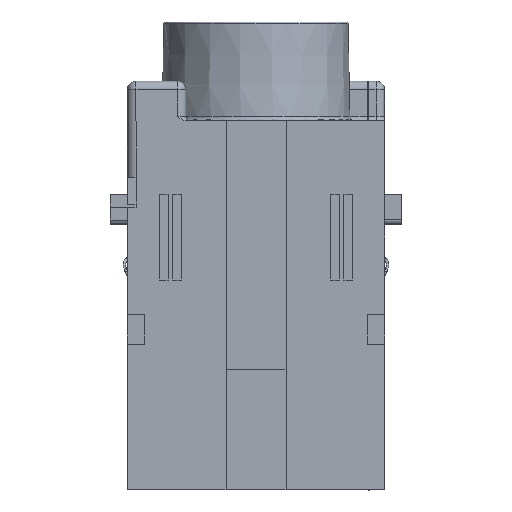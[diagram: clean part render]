
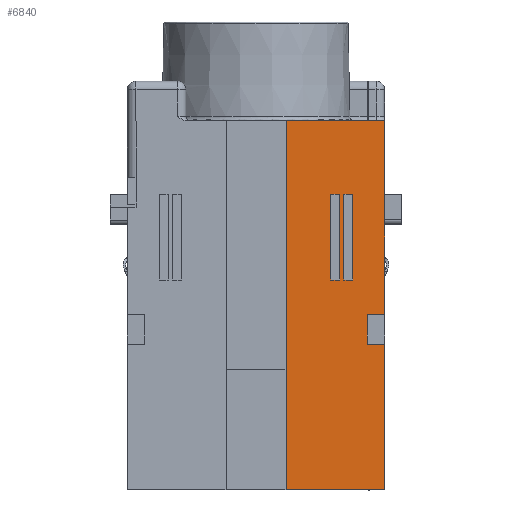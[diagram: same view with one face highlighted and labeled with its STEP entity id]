
A CAD part, left-side view. The second image highlights one B-rep face of the part: STEP entity #6840.
In plain terms, the highlighted face is planar.
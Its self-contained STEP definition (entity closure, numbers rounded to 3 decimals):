
#100=CARTESIAN_POINT('',(56.048,64.257,
-32.));
#110=VERTEX_POINT('',#100);
#280=CARTESIAN_POINT('',(56.048,64.257,-30.));
#290=VERTEX_POINT('',#280);
#320=CARTESIAN_POINT('',(56.048,64.257,-4.559));
#330=DIRECTION('',(0.,0.,1.));
#340=VECTOR('',#330,1.);
#350=LINE('',#320,#340);
#360=EDGE_CURVE('',#110,#290,#350,.T.);
#5540=CARTESIAN_POINT('',(56.048,79.757,
-2.));
#5550=DIRECTION('',(1.,0.,0.));
#5560=DIRECTION('',(0.,-1.,0.));
#5570=AXIS2_PLACEMENT_3D('',#5540,#5550,#5560);
#5580=PLANE('',#5570);
#5590=CARTESIAN_POINT('',(56.048,86.857,-4.559))
;
#5600=DIRECTION('',(0.,0.,1.));
#5610=VECTOR('',#5600,1.);
#5620=LINE('',#5590,#5610);
#5630=CARTESIAN_POINT('',(56.048,86.857,-32.))
;
#5640=VERTEX_POINT('',#5630);
#5650=CARTESIAN_POINT('',(56.048,86.857,-20.5))
;
#5660=VERTEX_POINT('',#5650);
#5670=EDGE_CURVE('',#5640,#5660,#5620,.T.);
#5680=ORIENTED_EDGE('',*,*,#5670,.T.);
#5690=CARTESIAN_POINT('',(56.048,58.057,-32.))
;
#5700=DIRECTION('',(0.,1.,0.));
#5710=VECTOR('',#5700,1.);
#5720=LINE('',#5690,#5710);
#5730=EDGE_CURVE('',#110,#5640,#5720,.T.);
#5740=ORIENTED_EDGE('',*,*,#5730,.T.);
#5750=ORIENTED_EDGE('',*,*,#360,.F.);
#5760=CARTESIAN_POINT('',(56.048,58.057,-30.));
#5770=DIRECTION('',(0.,-1.,0.));
#5780=VECTOR('',#5770,1.);
#5790=LINE('',#5760,#5780);
#5800=CARTESIAN_POINT('',(56.048,60.757,-30.));
#5810=VERTEX_POINT('',#5800);
#5820=EDGE_CURVE('',#290,#5810,#5790,.T.);
#5830=ORIENTED_EDGE('',*,*,#5820,.F.);
#5840=CARTESIAN_POINT('',(56.048,60.757,-0.438));
#5850=DIRECTION('',(0.,0.,1.));
#5860=VECTOR('',#5850,1.);
#5870=LINE('',#5840,#5860);
#5880=CARTESIAN_POINT('',(56.048,60.757,-32.))
;
#5890=VERTEX_POINT('',#5880);
#5900=EDGE_CURVE('',#5890,#5810,#5870,.T.);
#5910=ORIENTED_EDGE('',*,*,#5900,.T.);
#5920=CARTESIAN_POINT('',(56.048,58.057,-32.))
;
#5930=DIRECTION('',(0.,1.,0.));
#5940=VECTOR('',#5930,1.);
#5950=LINE('',#5920,#5940);
#5960=CARTESIAN_POINT('',(56.048,43.757,
-32.));
#5970=VERTEX_POINT('',#5960);
#5980=EDGE_CURVE('',#5970,#5890,#5950,.T.);
#5990=ORIENTED_EDGE('',*,*,#5980,.T.);
#6000=CARTESIAN_POINT('',(56.048,43.757,
-4.559));
#6010=DIRECTION('',(0.,0.,-1.));
#6020=VECTOR('',#6010,1.);
#6030=LINE('',#6000,#6020);
#6040=CARTESIAN_POINT('',(56.048,43.757,
-20.5));
#6050=VERTEX_POINT('',#6040);
#6060=EDGE_CURVE('',#6050,#5970,#6030,.T.);
#6070=ORIENTED_EDGE('',*,*,#6060,.T.);
#6080=CARTESIAN_POINT('',(56.048,58.057,-20.5))
;
#6090=DIRECTION('',(0.,-1.,0.));
#6100=VECTOR('',#6090,1.);
#6110=LINE('',#6080,#6100);
#6120=EDGE_CURVE('',#5660,#6050,#6110,.T.);
#6130=ORIENTED_EDGE('',*,*,#6120,.T.);
#6140=EDGE_LOOP('',(#6130,#6070,#5990,#5910,#5830,#5750,#5740,#5680));
#6150=FACE_OUTER_BOUND('',#6140,.T.);
#6160=CARTESIAN_POINT('',(56.048,58.057,-25.7))
;
#6170=DIRECTION('',(0.,1.,0.));
#6180=VECTOR('',#6170,1.);
#6190=LINE('',#6160,#6180);
#6200=CARTESIAN_POINT('',(56.048,68.257,
-25.7));
#6210=VERTEX_POINT('',#6200);
#6220=CARTESIAN_POINT('',(56.048,78.257,
-25.7));
#6230=VERTEX_POINT('',#6220);
#6240=EDGE_CURVE('',#6210,#6230,#6190,.T.);
#6250=ORIENTED_EDGE('',*,*,#6240,.T.);
#6260=CARTESIAN_POINT('',(56.048,68.257,
-4.559));
#6270=DIRECTION('',(0.,0.,1.));
#6280=VECTOR('',#6270,1.);
#6290=LINE('',#6260,#6280);
#6300=CARTESIAN_POINT('',(56.048,68.257,
-26.75));
#6310=VERTEX_POINT('',#6300);
#6320=EDGE_CURVE('',#6310,#6210,#6290,.T.);
#6330=ORIENTED_EDGE('',*,*,#6320,.T.);
#6340=CARTESIAN_POINT('',(56.048,58.057,-26.75))
;
#6350=DIRECTION('',(0.,-1.,0.));
#6360=VECTOR('',#6350,1.);
#6370=LINE('',#6340,#6360);
#6380=CARTESIAN_POINT('',(56.048,78.257,
-26.75));
#6390=VERTEX_POINT('',#6380);
#6400=EDGE_CURVE('',#6390,#6310,#6370,.T.);
#6410=ORIENTED_EDGE('',*,*,#6400,.T.);
#6420=CARTESIAN_POINT('',(56.048,78.257,
-4.559));
#6430=DIRECTION('',(0.,0.,1.));
#6440=VECTOR('',#6430,1.);
#6450=LINE('',#6420,#6440);
#6460=EDGE_CURVE('',#6390,#6230,#6450,.T.);
#6470=ORIENTED_EDGE('',*,*,#6460,.F.);
#6480=EDGE_LOOP('',(#6470,#6410,#6330,#6250));
#6490=FACE_BOUND('',#6480,.T.);
#6500=CARTESIAN_POINT('',(56.048,58.057,-27.25))
;
#6510=DIRECTION('',(0.,1.,0.));
#6520=VECTOR('',#6510,1.);
#6530=LINE('',#6500,#6520);
#6540=CARTESIAN_POINT('',(56.048,68.257,
-27.25));
#6550=VERTEX_POINT('',#6540);
#6560=CARTESIAN_POINT('',(56.048,78.257,
-27.25));
#6570=VERTEX_POINT('',#6560);
#6580=EDGE_CURVE('',#6550,#6570,#6530,.T.);
#6590=ORIENTED_EDGE('',*,*,#6580,.T.);
#6600=CARTESIAN_POINT('',(56.048,68.257,
-4.559));
#6610=DIRECTION('',(0.,0.,1.));
#6620=VECTOR('',#6610,1.);
#6630=LINE('',#6600,#6620);
#6640=CARTESIAN_POINT('',(56.048,68.257,
-28.3));
#6650=VERTEX_POINT('',#6640);
#6660=EDGE_CURVE('',#6650,#6550,#6630,.T.);
#6670=ORIENTED_EDGE('',*,*,#6660,.T.);
#6680=CARTESIAN_POINT('',(56.048,58.057,-28.3))
;
#6690=DIRECTION('',(0.,-1.,0.));
#6700=VECTOR('',#6690,1.);
#6710=LINE('',#6680,#6700);
#6720=CARTESIAN_POINT('',(56.048,78.257,
-28.3));
#6730=VERTEX_POINT('',#6720);
#6740=EDGE_CURVE('',#6730,#6650,#6710,.T.);
#6750=ORIENTED_EDGE('',*,*,#6740,.T.);
#6760=CARTESIAN_POINT('',(56.048,78.257,
-4.559));
#6770=DIRECTION('',(0.,0.,1.));
#6780=VECTOR('',#6770,1.);
#6790=LINE('',#6760,#6780);
#6800=EDGE_CURVE('',#6730,#6570,#6790,.T.);
#6810=ORIENTED_EDGE('',*,*,#6800,.F.);
#6820=EDGE_LOOP('',(#6810,#6750,#6670,#6590));
#6830=FACE_BOUND('',#6820,.T.);
#6840=ADVANCED_FACE('',(#6150,#6490,#6830),#5580,.T.);
